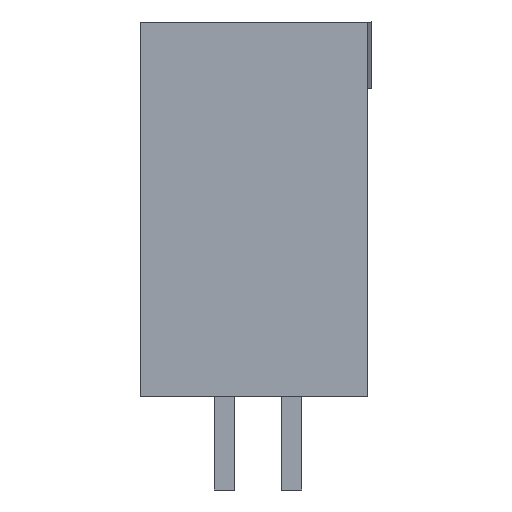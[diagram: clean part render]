
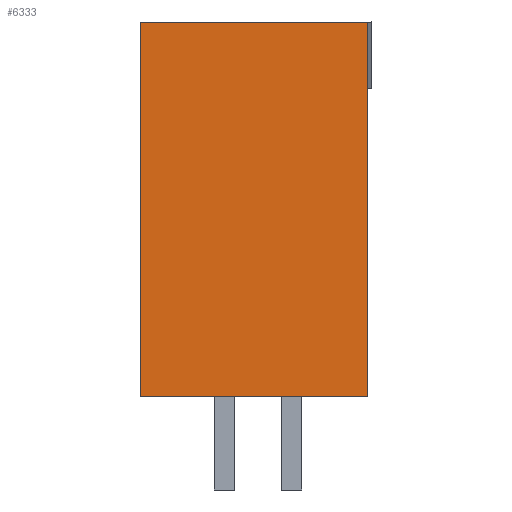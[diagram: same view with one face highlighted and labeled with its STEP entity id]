
A CAD part, left-side view. The second image highlights one B-rep face of the part: STEP entity #6333.
In plain terms, the highlighted planar face has unit normal (-1, 0, 0).
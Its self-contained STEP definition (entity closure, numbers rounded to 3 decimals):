
#104=FACE_OUTER_BOUND('',#514,.T.);
#514=EDGE_LOOP('',(#4517,#4518,#4519,#4520));
#1105=LINE('',#9208,#2005);
#1202=LINE('',#9415,#2102);
#1206=LINE('',#9423,#2106);
#1207=LINE('',#9424,#2107);
#2005=VECTOR('',#7335,14.);
#2102=VECTOR('',#7470,8.5);
#2106=VECTOR('',#7476,14.);
#2107=VECTOR('',#7477,8.5);
#2905=VERTEX_POINT('',#9205);
#2906=VERTEX_POINT('',#9207);
#2997=VERTEX_POINT('',#9413);
#3000=VERTEX_POINT('',#9422);
#3505=EDGE_CURVE('',#2906,#2905,#1105,.T.);
#3603=EDGE_CURVE('',#2905,#2997,#1202,.T.);
#3607=EDGE_CURVE('',#3000,#2997,#1206,.T.);
#3608=EDGE_CURVE('',#2906,#3000,#1207,.T.);
#4517=ORIENTED_EDGE('',*,*,#3603,.T.);
#4518=ORIENTED_EDGE('',*,*,#3607,.F.);
#4519=ORIENTED_EDGE('',*,*,#3608,.F.);
#4520=ORIENTED_EDGE('',*,*,#3505,.T.);
#5977=PLANE('',#6711);
#6333=ADVANCED_FACE('',(#104),#5977,.T.);
#6711=AXIS2_PLACEMENT_3D('',#9421,#7474,#7475);
#7335=DIRECTION('',(0.,0.,1.));
#7470=DIRECTION('',(0.,1.,0.));
#7474=DIRECTION('center_axis',(-1.,0.,0.));
#7475=DIRECTION('ref_axis',(0.,0.,-1.));
#7476=DIRECTION('',(0.,0.,1.));
#7477=DIRECTION('',(0.,1.,0.));
#9205=CARTESIAN_POINT('',(-4.75,-2.83,14.));
#9207=CARTESIAN_POINT('',(-4.75,-2.83,0.));
#9208=CARTESIAN_POINT('',(-4.75,-2.83,0.));
#9413=CARTESIAN_POINT('',(-4.75,5.67,14.));
#9415=CARTESIAN_POINT('',(-4.75,-2.83,14.));
#9421=CARTESIAN_POINT('Origin',(-4.75,-2.83,1.));
#9422=CARTESIAN_POINT('',(-4.75,5.67,0.));
#9423=CARTESIAN_POINT('',(-4.75,5.67,0.));
#9424=CARTESIAN_POINT('',(-4.75,-2.83,0.));
